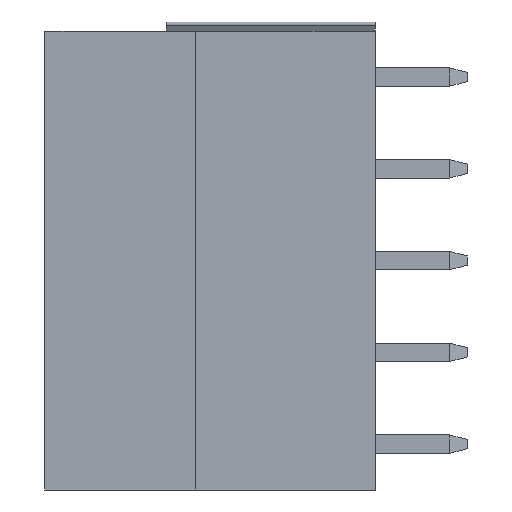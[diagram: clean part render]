
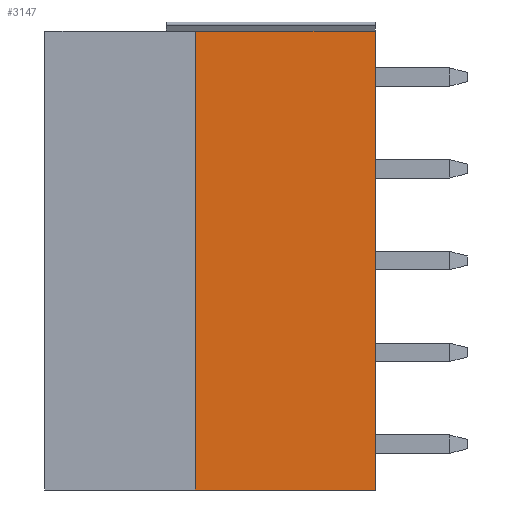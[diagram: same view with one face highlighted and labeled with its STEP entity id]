
A CAD part, left-side view. The second image highlights one B-rep face of the part: STEP entity #3147.
In plain terms, the highlighted planar face has unit normal (-1, 0, 0).
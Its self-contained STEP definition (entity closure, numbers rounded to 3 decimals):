
#74=DIRECTION('',(0.,-1.,0.));
#75=VECTOR('',#74,9.8);
#76=CARTESIAN_POINT('',(-5.603,0.8,-22.5));
#77=LINE('',#76,#75);
#131=DIRECTION('',(0.,0.,1.));
#132=VECTOR('',#131,25.);
#133=CARTESIAN_POINT('',(-5.603,-9.,-22.5));
#134=LINE('',#133,#132);
#280=DIRECTION('',(0.,0.,1.));
#281=VECTOR('',#280,25.);
#282=CARTESIAN_POINT('',(-5.603,0.8,-22.5));
#283=LINE('',#282,#281);
#454=DIRECTION('',(0.,-1.,0.));
#455=VECTOR('',#454,9.8);
#456=CARTESIAN_POINT('',(-5.603,0.8,2.5));
#457=LINE('',#456,#455);
#2307=CARTESIAN_POINT('',(-5.603,0.8,-22.5));
#2308=VERTEX_POINT('',#2307);
#2309=CARTESIAN_POINT('',(-5.603,-9.,-22.5));
#2310=VERTEX_POINT('',#2309);
#2325=CARTESIAN_POINT('',(-5.603,0.8,2.5));
#2326=VERTEX_POINT('',#2325);
#2327=CARTESIAN_POINT('',(-5.603,-9.,2.5));
#2328=VERTEX_POINT('',#2327);
#3134=CARTESIAN_POINT('',(-5.603,0.8,-22.5));
#3135=DIRECTION('',(-1.,0.,0.));
#3136=DIRECTION('',(0.,-1.,0.));
#3137=AXIS2_PLACEMENT_3D('',#3134,#3135,#3136);
#3138=PLANE('',#3137);
#3139=ORIENTED_EDGE('',*,*,#2920,.F.);
#3141=ORIENTED_EDGE('',*,*,#3140,.T.);
#3143=ORIENTED_EDGE('',*,*,#3142,.T.);
#3144=ORIENTED_EDGE('',*,*,#2975,.F.);
#3145=EDGE_LOOP('',(#3139,#3141,#3143,#3144));
#3146=FACE_OUTER_BOUND('',#3145,.F.);
#2920=EDGE_CURVE('',#2308,#2310,#77,.T.);
#2975=EDGE_CURVE('',#2310,#2328,#134,.T.);
#3140=EDGE_CURVE('',#2308,#2326,#283,.T.);
#3142=EDGE_CURVE('',#2326,#2328,#457,.T.);
#3147=ADVANCED_FACE('',(#3146),#3138,.T.);
